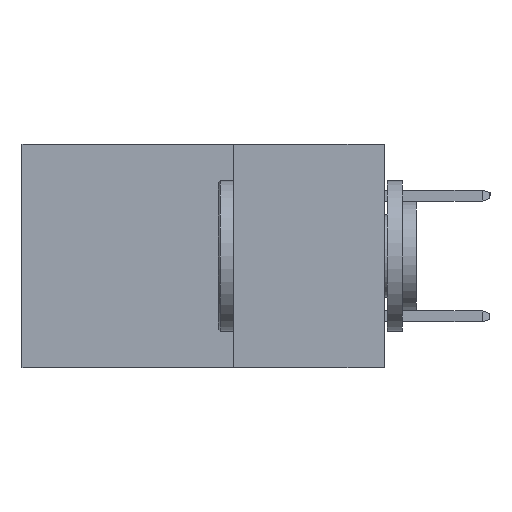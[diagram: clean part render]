
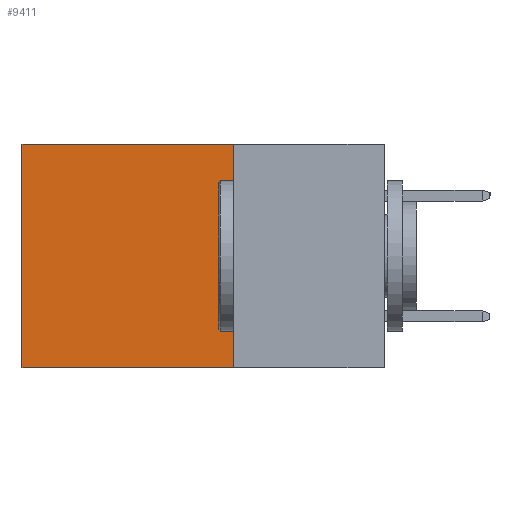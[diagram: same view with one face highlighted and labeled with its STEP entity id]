
A CAD part, left-side view. The second image highlights one B-rep face of the part: STEP entity #9411.
In plain terms, the highlighted planar face has unit normal (-1, 0, 0).
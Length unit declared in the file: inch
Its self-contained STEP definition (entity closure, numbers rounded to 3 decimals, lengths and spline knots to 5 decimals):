
#51 = CARTESIAN_POINT ( 'NONE',  ( 0.2615, 0.25, 0. ) ) ;
#2187 = CARTESIAN_POINT ( 'NONE',  ( 0.2615, 0.25, -0.37 ) ) ;
#2209 = DIRECTION ( 'NONE',  ( 0., 1., 0. ) ) ;
#2260 = CARTESIAN_POINT ( 'NONE',  ( 0.2615, 0.25, 0. ) ) ;
#3164 = DIRECTION ( 'NONE',  ( 1., 0., 0. ) ) ;
#3731 = ORIENTED_EDGE ( 'NONE', *, *, #10739, .F. ) ;
#6772 = ORIENTED_EDGE ( 'NONE', *, *, #24136, .T. ) ;
#6973 = FACE_OUTER_BOUND ( 'NONE', #10421, .T. ) ;
#7250 = CARTESIAN_POINT ( 'NONE',  ( 0.2615, 0.25, -0.37 ) ) ;
#7509 = CARTESIAN_POINT ( 'NONE',  ( 0.2615, 0.6, -0.37 ) ) ;
#7823 = CARTESIAN_POINT ( 'NONE',  ( 0.2615, 0.6, -0.37 ) ) ;
#9411 = ADVANCED_FACE ( 'NONE', ( #6973 ), #13436, .F. ) ;
#9707 = LINE ( 'NONE', #10101, #22126 ) ;
#10101 = CARTESIAN_POINT ( 'NONE',  ( 0.2615, 0.25, -0.37 ) ) ;
#10111 = DIRECTION ( 'NONE',  ( 0., 0., -1. ) ) ;
#10421 = EDGE_LOOP ( 'NONE', ( #19655, #3731, #19394, #6772 ) ) ;
#10739 = EDGE_CURVE ( 'NONE', #16471, #19954, #12215, .T. ) ;
#11775 = DIRECTION ( 'NONE',  ( 0., 1., 0. ) ) ;
#12158 = VERTEX_POINT ( 'NONE', #51 ) ;
#12215 = LINE ( 'NONE', #16380, #21706 ) ;
#13310 = DIRECTION ( 'NONE',  ( 0., 0., -1. ) ) ;
#13380 = VERTEX_POINT ( 'NONE', #15368 ) ;
#13436 = PLANE ( 'NONE',  #20996 ) ;
#13467 = EDGE_CURVE ( 'NONE', #12158, #16471, #9707, .T. ) ;
#13865 = DIRECTION ( 'NONE',  ( 0., 0., -1. ) ) ;
#15366 = VECTOR ( 'NONE', #10111, 39.37008 ) ;
#15368 = CARTESIAN_POINT ( 'NONE',  ( 0.2615, 0.6, 0. ) ) ;
#15895 = LINE ( 'NONE', #7823, #15366 ) ;
#16337 = VECTOR ( 'NONE', #11775, 39.37008 ) ;
#16380 = CARTESIAN_POINT ( 'NONE',  ( 0.2615, 0.25, -0.37 ) ) ;
#16471 = VERTEX_POINT ( 'NONE', #2187 ) ;
#18782 = EDGE_CURVE ( 'NONE', #13380, #19954, #15895, .T. ) ;
#19394 = ORIENTED_EDGE ( 'NONE', *, *, #13467, .F. ) ;
#19655 = ORIENTED_EDGE ( 'NONE', *, *, #18782, .T. ) ;
#19954 = VERTEX_POINT ( 'NONE', #7509 ) ;
#20996 = AXIS2_PLACEMENT_3D ( 'NONE', #7250, #3164, #13310 ) ;
#21706 = VECTOR ( 'NONE', #2209, 39.37008 ) ;
#22126 = VECTOR ( 'NONE', #13865, 39.37008 ) ;
#24136 = EDGE_CURVE ( 'NONE', #12158, #13380, #26410, .T. ) ;
#26410 = LINE ( 'NONE', #2260, #16337 ) ;
